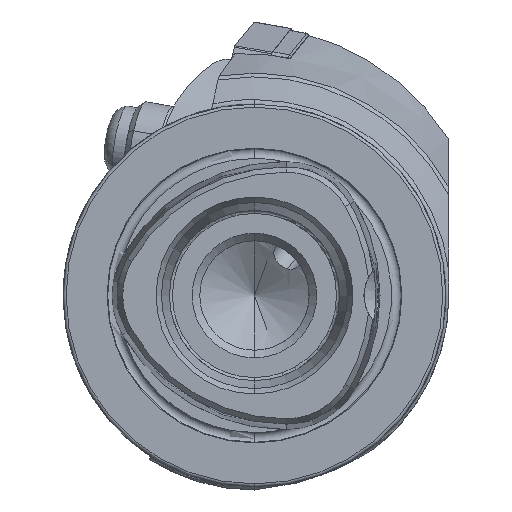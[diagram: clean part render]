
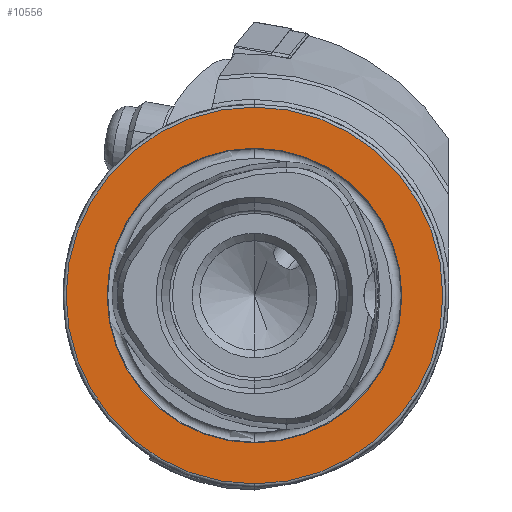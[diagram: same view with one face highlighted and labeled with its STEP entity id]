
A CAD part, left-side view. The second image highlights one B-rep face of the part: STEP entity #10556.
In plain terms, the highlighted planar face has unit normal (-1, 0, 0).
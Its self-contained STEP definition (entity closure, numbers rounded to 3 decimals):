
#958 = AXIS2_PLACEMENT_3D ( 'NONE', #3734, #3735, #3736 ) ;
#961 = AXIS2_PLACEMENT_3D ( 'NONE', #3745, #3746, #3747 ) ;
#1018 = AXIS2_PLACEMENT_3D ( 'NONE', #6204, #6205, #6206 ) ;
#1019 = AXIS2_PLACEMENT_3D ( 'NONE', #6208, #6209, #6210 ) ;
#1430 = AXIS2_PLACEMENT_3D ( 'NONE', #8800, #8805, #8806 ) ;
#3111 = CIRCLE ( 'NONE', #958, 24.25 ) ;
#3118 = CIRCLE ( 'NONE', #961, 31. ) ;
#3273 = CIRCLE ( 'NONE', #1018, 24.25 ) ;
#3275 = CIRCLE ( 'NONE', #1019, 31. ) ;
#3734 = CARTESIAN_POINT ( 'NONE',  ( 0., 0., 0. ) ) ;
#3735 = DIRECTION ( 'NONE',  ( -1., 0., 0. ) ) ;
#3736 = DIRECTION ( 'NONE',  ( 0., 0., 1. ) ) ;
#3745 = CARTESIAN_POINT ( 'NONE',  ( 0., 0., 0. ) ) ;
#3746 = DIRECTION ( 'NONE',  ( -1., 0., 0. ) ) ;
#3747 = DIRECTION ( 'NONE',  ( 0., 0., 1. ) ) ;
#5032 = EDGE_CURVE ( 'NONE', #12166, #12163, #3111, .T. ) ;
#5039 = EDGE_CURVE ( 'NONE', #12162, #12164, #3118, .T. ) ;
#5337 = EDGE_CURVE ( 'NONE', #12163, #12166, #3273, .T. ) ;
#5338 = EDGE_CURVE ( 'NONE', #12164, #12162, #3275, .T. ) ;
#5736 = ORIENTED_EDGE ( 'NONE', *, *, #5337, .F. ) ;
#5737 = ORIENTED_EDGE ( 'NONE', *, *, #5032, .F. ) ;
#5738 = ORIENTED_EDGE ( 'NONE', *, *, #5039, .T. ) ;
#5739 = ORIENTED_EDGE ( 'NONE', *, *, #5338, .T. ) ;
#6204 = CARTESIAN_POINT ( 'NONE',  ( 0., 0., 0. ) ) ;
#6205 = DIRECTION ( 'NONE',  ( -1., 0., 0. ) ) ;
#6206 = DIRECTION ( 'NONE',  ( 0., 0., 1. ) ) ;
#6208 = CARTESIAN_POINT ( 'NONE',  ( 0., 0., 0. ) ) ;
#6209 = DIRECTION ( 'NONE',  ( -1., 0., 0. ) ) ;
#6210 = DIRECTION ( 'NONE',  ( 0., 0., 1. ) ) ;
#8793 = PLANE ( 'NONE',  #1430 ) ;
#8800 = CARTESIAN_POINT ( 'NONE',  ( 0., 24.25, 0. ) ) ;
#8805 = DIRECTION ( 'NONE',  ( 1., 0., 0. ) ) ;
#8806 = DIRECTION ( 'NONE',  ( 0., 0., -1. ) ) ;
#9114 = CARTESIAN_POINT ( 'NONE',  ( 0., 0., 31. ) ) ;
#9115 = CARTESIAN_POINT ( 'NONE',  ( 0., 0., 24.25 ) ) ;
#9116 = CARTESIAN_POINT ( 'NONE',  ( 0., 0., -31. ) ) ;
#9118 = CARTESIAN_POINT ( 'NONE',  ( 0., 0., -24.25 ) ) ;
#9216 = FACE_BOUND ( 'NONE', #12500, .T. ) ;
#9223 = FACE_OUTER_BOUND ( 'NONE', #12517, .T. ) ;
#10556 = ADVANCED_FACE ( 'NONE', ( #9216, #9223 ), #8793, .F. ) ;
#12162 = VERTEX_POINT ( 'NONE', #9114 ) ;
#12163 = VERTEX_POINT ( 'NONE', #9115 ) ;
#12164 = VERTEX_POINT ( 'NONE', #9116 ) ;
#12166 = VERTEX_POINT ( 'NONE', #9118 ) ;
#12500 = EDGE_LOOP ( 'NONE', ( #5736, #5737 ) ) ;
#12517 = EDGE_LOOP ( 'NONE', ( #5738, #5739 ) ) ;
